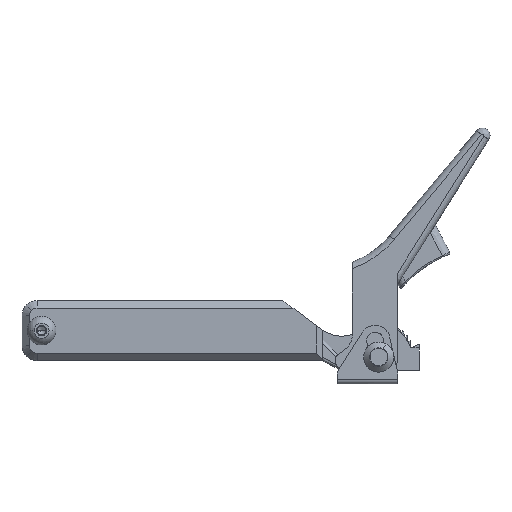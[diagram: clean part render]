
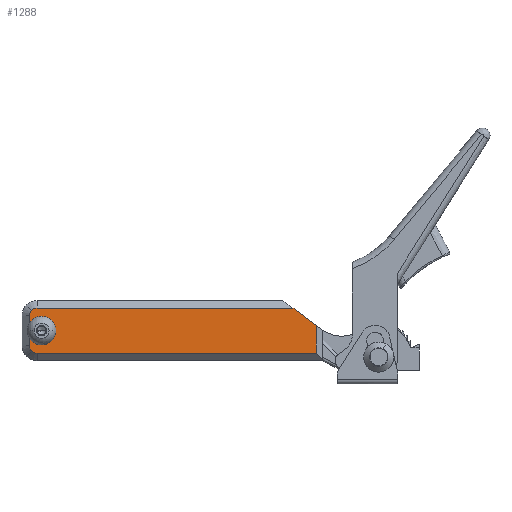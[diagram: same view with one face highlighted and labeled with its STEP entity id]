
A CAD part, front view. The second image highlights one B-rep face of the part: STEP entity #1288.
In plain terms, the highlighted planar face has unit normal (0, -1, 0).
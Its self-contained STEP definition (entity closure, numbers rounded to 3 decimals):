
#1288=ADVANCED_FACE('',(#2789,#2790),#2791,.T.);
#2789=FACE_BOUND('',#5247,.T.);
#2790=FACE_OUTER_BOUND('',#5248,.T.);
#2791=PLANE('',#5249);
#5247=EDGE_LOOP('',(#9386,#9387));
#5248=EDGE_LOOP('',(#9388,#9389,#9390,#9391,#9392,#9393,#9394,#9395,#9396));
#5249=AXIS2_PLACEMENT_3D('',#9397,#9398,#9399);
#9386=ORIENTED_EDGE('',*,*,#13273,.F.);
#9387=ORIENTED_EDGE('',*,*,#12704,.F.);
#9388=ORIENTED_EDGE('',*,*,#13007,.F.);
#9389=ORIENTED_EDGE('',*,*,#13207,.T.);
#9390=ORIENTED_EDGE('',*,*,#13274,.F.);
#9391=ORIENTED_EDGE('',*,*,#13275,.F.);
#9392=ORIENTED_EDGE('',*,*,#13276,.F.);
#9393=ORIENTED_EDGE('',*,*,#13277,.F.);
#9394=ORIENTED_EDGE('',*,*,#13237,.F.);
#9395=ORIENTED_EDGE('',*,*,#13278,.F.);
#9396=ORIENTED_EDGE('',*,*,#13279,.F.);
#9397=CARTESIAN_POINT('',(63.499,-305.3,24.207));
#9398=DIRECTION('',(0.0,-1.0,0.0));
#9399=DIRECTION('',(0.0,0.0,-1.0));
#12704=EDGE_CURVE('',#15457,#15459,#15460,.T.);
#13007=EDGE_CURVE('',#15913,#15915,#15916,.T.);
#13207=EDGE_CURVE('',#15913,#16197,#16199,.T.);
#13237=EDGE_CURVE('',#16236,#16239,#16240,.T.);
#13273=EDGE_CURVE('',#15459,#15457,#16291,.T.);
#13274=EDGE_CURVE('',#16292,#16197,#16293,.T.);
#13275=EDGE_CURVE('',#16294,#16292,#16295,.T.);
#13276=EDGE_CURVE('',#16296,#16294,#16297,.T.);
#13277=EDGE_CURVE('',#16239,#16296,#16298,.T.);
#13278=EDGE_CURVE('',#16299,#16236,#16300,.T.);
#13279=EDGE_CURVE('',#15915,#16299,#16301,.T.);
#15457=VERTEX_POINT('',#21471);
#15459=VERTEX_POINT('',#21474);
#15460=CIRCLE('',#21475,3.0);
#15913=VERTEX_POINT('',#23403);
#15915=VERTEX_POINT('',#23406);
#15916=LINE('',#23407,#23408);
#16197=VERTEX_POINT('',#24287);
#16199=LINE('',#24290,#24291);
#16236=VERTEX_POINT('',#24497);
#16239=VERTEX_POINT('',#24501);
#16240=CIRCLE('',#24502,2.5);
#16291=CIRCLE('',#24649,3.0);
#16292=VERTEX_POINT('',#24650);
#16293=LINE('',#24651,#24652);
#16294=VERTEX_POINT('',#24653);
#16295=CIRCLE('',#24654,2.5);
#16296=VERTEX_POINT('',#24655);
#16297=CIRCLE('',#24656,2.5);
#16298=LINE('',#24657,#24658);
#16299=VERTEX_POINT('',#24659);
#16300=CIRCLE('',#24660,2.5);
#16301=LINE('',#24661,#24662);
#21471=CARTESIAN_POINT('',(-33.001,-305.3,14.207));
#21474=CARTESIAN_POINT('',(-27.001,-305.3,14.207));
#21475=AXIS2_PLACEMENT_3D('',#27960,#27961,#27962);
#23403=CARTESIAN_POINT('',(61.499,-305.3,15.859));
#23406=CARTESIAN_POINT('',(61.499,-305.3,6.707));
#23407=CARTESIAN_POINT('',(61.499,-305.3,24.207));
#23408=VECTOR('',#28242,1.0);
#24287=CARTESIAN_POINT('',(53.7,-305.3,21.707));
#24290=CARTESIAN_POINT('',(51.135,-305.3,23.631));
#24291=VECTOR('',#28405,1.0);
#24497=CARTESIAN_POINT('',(-33.269,-305.3,7.439));
#24501=CARTESIAN_POINT('',(-34.001,-305.3,9.207));
#24502=AXIS2_PLACEMENT_3D('',#28425,#28426,#28427);
#24649=AXIS2_PLACEMENT_3D('',#28469,#28470,#28471);
#24650=CARTESIAN_POINT('',(-31.501,-305.3,21.707));
#24651=CARTESIAN_POINT('',(13.499,-305.3,21.707));
#24652=VECTOR('',#28472,1.0);
#24653=CARTESIAN_POINT('',(-33.269,-305.3,20.975));
#24654=AXIS2_PLACEMENT_3D('',#28473,#28474,#28475);
#24655=CARTESIAN_POINT('',(-34.001,-305.3,19.207));
#24656=AXIS2_PLACEMENT_3D('',#28476,#28477,#28478);
#24657=CARTESIAN_POINT('',(-34.001,-305.3,24.207));
#24658=VECTOR('',#28479,1.0);
#24659=CARTESIAN_POINT('',(-31.501,-305.3,6.707));
#24660=AXIS2_PLACEMENT_3D('',#28480,#28481,#28482);
#24661=CARTESIAN_POINT('',(13.499,-305.3,6.707));
#24662=VECTOR('',#28483,1.0);
#27960=CARTESIAN_POINT('',(-30.001,-305.3,14.207));
#27961=DIRECTION('',(0.0,-1.0,0.0));
#27962=DIRECTION('',(-1.0,0.0,0.0));
#28242=DIRECTION('',(0.0,0.0,-1.0));
#28405=DIRECTION('',(-0.8,0.0,0.6));
#28425=CARTESIAN_POINT('',(-31.501,-305.3,9.207));
#28426=DIRECTION('',(0.0,1.0,0.0));
#28427=DIRECTION('',(-0.707,0.0,-0.707));
#28469=CARTESIAN_POINT('',(-30.001,-305.3,14.207));
#28470=DIRECTION('',(0.0,-1.0,0.0));
#28471=DIRECTION('',(-1.0,0.0,0.0));
#28472=DIRECTION('',(1.0,0.0,0.0));
#28473=CARTESIAN_POINT('',(-31.501,-305.3,19.207));
#28474=DIRECTION('',(0.0,1.0,0.0));
#28475=DIRECTION('',(-0.707,0.0,0.707));
#28476=CARTESIAN_POINT('',(-31.501,-305.3,19.207));
#28477=DIRECTION('',(0.0,1.0,0.0));
#28478=DIRECTION('',(-0.707,0.0,0.707));
#28479=DIRECTION('',(0.0,0.0,1.0));
#28480=CARTESIAN_POINT('',(-31.501,-305.3,9.207));
#28481=DIRECTION('',(0.0,1.0,0.0));
#28482=DIRECTION('',(-0.707,0.0,-0.707));
#28483=DIRECTION('',(-1.0,0.0,0.0));
